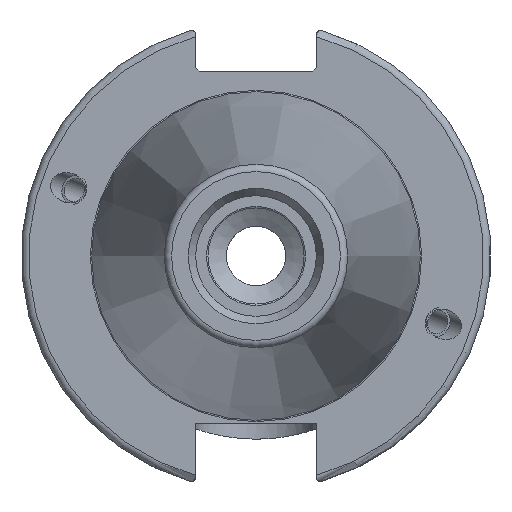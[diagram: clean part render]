
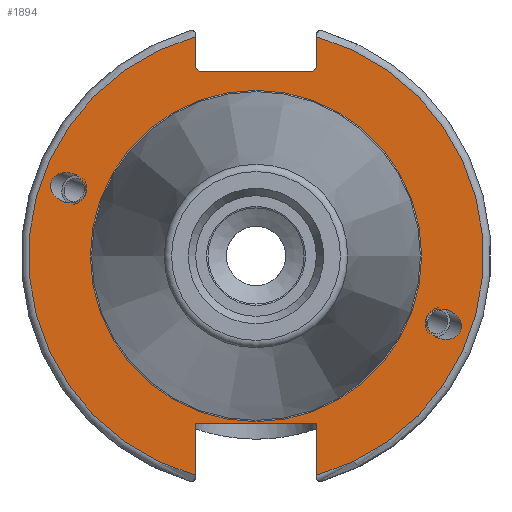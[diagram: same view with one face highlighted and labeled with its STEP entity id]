
A CAD part, left-side view. The second image highlights one B-rep face of the part: STEP entity #1894.
In plain terms, the highlighted planar face has unit normal (-1, 0, 0).
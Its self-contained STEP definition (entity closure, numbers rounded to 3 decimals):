
#39=ELLIPSE('',#2090,2.442,2.);
#48=ELLIPSE('',#2134,2.442,2.);
#62=PLANE('',#2143);
#135=FACE_BOUND('',#359,.T.);
#136=FACE_BOUND('',#360,.T.);
#137=FACE_BOUND('',#361,.T.);
#242=FACE_OUTER_BOUND('',#358,.T.);
#358=EDGE_LOOP('',(#1570,#1571,#1572,#1573,#1574,#1575,#1576,#1577,#1578,
#1579));
#359=EDGE_LOOP('',(#1580));
#360=EDGE_LOOP('',(#1581));
#361=EDGE_LOOP('',(#1582));
#462=LINE('',#3496,#560);
#463=LINE('',#3500,#561);
#464=LINE('',#3502,#562);
#465=LINE('',#3504,#563);
#466=LINE('',#3506,#564);
#467=LINE('',#3508,#565);
#468=LINE('',#3512,#566);
#469=LINE('',#3513,#567);
#560=VECTOR('',#2637,10.);
#561=VECTOR('',#2640,10.);
#562=VECTOR('',#2641,10.);
#563=VECTOR('',#2642,10.);
#564=VECTOR('',#2643,10.);
#565=VECTOR('',#2644,10.);
#566=VECTOR('',#2647,10.);
#567=VECTOR('',#2648,10.);
#700=CIRCLE('',#2140,22.396);
#703=CIRCLE('',#2144,30.75);
#704=CIRCLE('',#2145,30.75);
#824=VERTEX_POINT('',#3273);
#865=VERTEX_POINT('',#3476);
#868=VERTEX_POINT('',#3488);
#870=VERTEX_POINT('',#3494);
#871=VERTEX_POINT('',#3495);
#872=VERTEX_POINT('',#3497);
#873=VERTEX_POINT('',#3499);
#874=VERTEX_POINT('',#3501);
#875=VERTEX_POINT('',#3503);
#876=VERTEX_POINT('',#3505);
#877=VERTEX_POINT('',#3507);
#878=VERTEX_POINT('',#3509);
#879=VERTEX_POINT('',#3511);
#1058=EDGE_CURVE('',#824,#824,#39,.T.);
#1115=EDGE_CURVE('',#865,#865,#48,.T.);
#1120=EDGE_CURVE('',#868,#868,#700,.T.);
#1123=EDGE_CURVE('',#870,#871,#462,.T.);
#1124=EDGE_CURVE('',#872,#871,#703,.T.);
#1125=EDGE_CURVE('',#872,#873,#463,.T.);
#1126=EDGE_CURVE('',#874,#873,#464,.T.);
#1127=EDGE_CURVE('',#874,#875,#465,.T.);
#1128=EDGE_CURVE('',#876,#875,#466,.T.);
#1129=EDGE_CURVE('',#876,#877,#467,.T.);
#1130=EDGE_CURVE('',#878,#877,#704,.T.);
#1131=EDGE_CURVE('',#878,#879,#468,.T.);
#1132=EDGE_CURVE('',#879,#870,#469,.T.);
#1570=ORIENTED_EDGE('',*,*,#1123,.T.);
#1571=ORIENTED_EDGE('',*,*,#1124,.F.);
#1572=ORIENTED_EDGE('',*,*,#1125,.T.);
#1573=ORIENTED_EDGE('',*,*,#1126,.F.);
#1574=ORIENTED_EDGE('',*,*,#1127,.T.);
#1575=ORIENTED_EDGE('',*,*,#1128,.F.);
#1576=ORIENTED_EDGE('',*,*,#1129,.T.);
#1577=ORIENTED_EDGE('',*,*,#1130,.F.);
#1578=ORIENTED_EDGE('',*,*,#1131,.T.);
#1579=ORIENTED_EDGE('',*,*,#1132,.T.);
#1580=ORIENTED_EDGE('',*,*,#1058,.T.);
#1581=ORIENTED_EDGE('',*,*,#1115,.T.);
#1582=ORIENTED_EDGE('',*,*,#1120,.F.);
#1894=ADVANCED_FACE('',(#242,#135,#136,#137),#62,.T.);
#2090=AXIS2_PLACEMENT_3D('',#3275,#2511,#2512);
#2134=AXIS2_PLACEMENT_3D('',#3478,#2615,#2616);
#2140=AXIS2_PLACEMENT_3D('',#3489,#2629,#2630);
#2143=AXIS2_PLACEMENT_3D('',#3493,#2635,#2636);
#2144=AXIS2_PLACEMENT_3D('',#3498,#2638,#2639);
#2145=AXIS2_PLACEMENT_3D('',#3510,#2645,#2646);
#2511=DIRECTION('center_axis',(1.,0.,0.));
#2512=DIRECTION('ref_axis',(0.,-0.94,-0.342));
#2615=DIRECTION('center_axis',(1.,0.,0.));
#2616=DIRECTION('ref_axis',(0.,0.94,0.342));
#2629=DIRECTION('center_axis',(-1.,0.,0.));
#2630=DIRECTION('ref_axis',(0.,1.,0.));
#2635=DIRECTION('center_axis',(-1.,0.,0.));
#2636=DIRECTION('ref_axis',(0.,0.,1.));
#2637=DIRECTION('',(0.,0.,-1.));
#2638=DIRECTION('center_axis',(1.,0.,0.));
#2639=DIRECTION('ref_axis',(0.,-1.,0.));
#2640=DIRECTION('',(0.,0.,-1.));
#2641=DIRECTION('',(0.,-0.707,0.707));
#2642=DIRECTION('',(0.,1.,0.));
#2643=DIRECTION('',(0.,-0.707,-0.707));
#2644=DIRECTION('',(0.,0.,1.));
#2645=DIRECTION('center_axis',(1.,0.,0.));
#2646=DIRECTION('ref_axis',(0.,1.,0.));
#2647=DIRECTION('',(0.,0.,1.));
#2648=DIRECTION('',(0.,-1.,0.));
#3273=CARTESIAN_POINT('',(1.,-23.077,-8.399));
#3275=CARTESIAN_POINT('Origin',(1.,-25.372,-9.235));
#3476=CARTESIAN_POINT('',(1.,23.077,8.399));
#3478=CARTESIAN_POINT('Origin',(1.,25.372,9.235));
#3488=CARTESIAN_POINT('',(1.,-22.396,0.));
#3489=CARTESIAN_POINT('Origin',(1.,0.,0.));
#3493=CARTESIAN_POINT('Origin',(1.,31.75,0.));
#3494=CARTESIAN_POINT('',(1.,-8.19,-22.6));
#3495=CARTESIAN_POINT('',(1.,-8.19,-29.639));
#3496=CARTESIAN_POINT('',(1.,-8.19,-11.3));
#3497=CARTESIAN_POINT('',(1.,-8.19,29.639));
#3498=CARTESIAN_POINT('Origin',(1.,0.,0.));
#3499=CARTESIAN_POINT('',(1.,-8.19,25.5));
#3500=CARTESIAN_POINT('',(1.,-8.19,12.5));
#3501=CARTESIAN_POINT('',(1.,-7.69,25.));
#3502=CARTESIAN_POINT('',(1.,8.295,9.015));
#3503=CARTESIAN_POINT('',(1.,7.69,25.));
#3504=CARTESIAN_POINT('',(1.,15.875,25.));
#3505=CARTESIAN_POINT('',(1.,8.19,25.5));
#3506=CARTESIAN_POINT('',(1.,7.58,24.89));
#3507=CARTESIAN_POINT('',(1.,8.19,29.639));
#3508=CARTESIAN_POINT('',(1.,8.19,12.5));
#3509=CARTESIAN_POINT('',(1.,8.19,-29.639));
#3510=CARTESIAN_POINT('Origin',(1.,0.,0.));
#3511=CARTESIAN_POINT('',(1.,8.19,-22.6));
#3512=CARTESIAN_POINT('',(1.,8.19,-11.3));
#3513=CARTESIAN_POINT('',(1.,15.875,-22.6));
